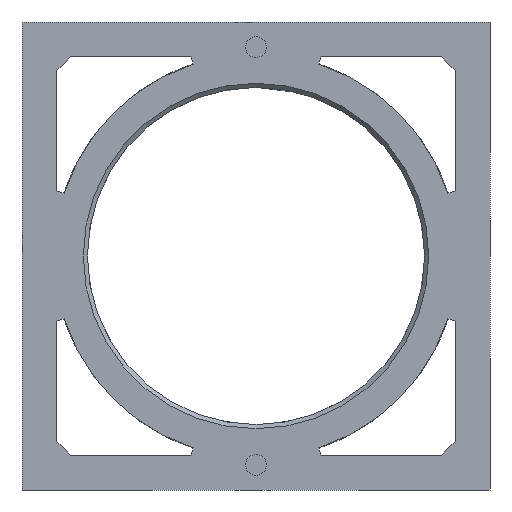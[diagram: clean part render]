
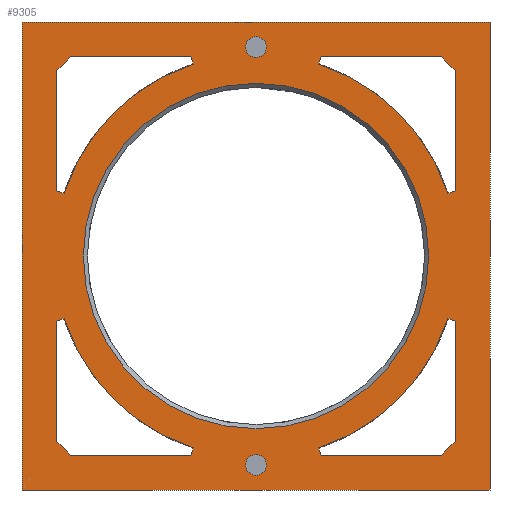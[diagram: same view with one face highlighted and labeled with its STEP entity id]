
A CAD part, left-side view. The second image highlights one B-rep face of the part: STEP entity #9305.
In plain terms, the highlighted planar face has unit normal (-1, 0, 0).
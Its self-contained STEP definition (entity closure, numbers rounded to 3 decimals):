
#60=CARTESIAN_POINT('',(-142.3,-0.75,-15.));
#61=VERTEX_POINT('',#60);
#62=CARTESIAN_POINT('',(-142.3,-0.,-15.));
#63=DIRECTION('',(-1.,0.,0.));
#64=DIRECTION('',(0.,-1.,0.));
#65=AXIS2_PLACEMENT_3D('',#62,#63,#64);
#66=CIRCLE('',#65,0.75);
#67=EDGE_CURVE('',#61,#61,#66,.T.);
#8293=CARTESIAN_POINT('',(-142.3,-16.8,-16.8));
#8294=VERTEX_POINT('',#8293);
#8301=CARTESIAN_POINT('',(-142.3,16.8,-16.8));
#8302=VERTEX_POINT('',#8301);
#8303=CARTESIAN_POINT('',(-142.3,16.8,-16.8));
#8304=DIRECTION('',(0.,-1.,0.));
#8305=VECTOR('',#8304,33.6);
#8306=LINE('',#8303,#8305);
#8307=EDGE_CURVE('',#8302,#8294,#8306,.T.);
#8347=CARTESIAN_POINT('',(-142.3,16.8,16.8));
#8348=VERTEX_POINT('',#8347);
#8374=CARTESIAN_POINT('',(-142.3,16.8,-16.8));
#8375=DIRECTION('',(0.,0.,1.));
#8376=VECTOR('',#8375,33.6);
#8377=LINE('',#8374,#8376);
#8378=EDGE_CURVE('',#8302,#8348,#8377,.T.);
#8388=CARTESIAN_POINT('',(-142.3,-16.8,16.8));
#8389=VERTEX_POINT('',#8388);
#8415=CARTESIAN_POINT('',(-142.3,16.8,16.8));
#8416=DIRECTION('',(0.,-1.,0.));
#8417=VECTOR('',#8416,33.6);
#8418=LINE('',#8415,#8417);
#8419=EDGE_CURVE('',#8348,#8389,#8418,.T.);
#8502=CARTESIAN_POINT('',(-142.3,-16.8,-16.8));
#8503=DIRECTION('',(0.,0.,1.));
#8504=VECTOR('',#8503,33.6);
#8505=LINE('',#8502,#8504);
#8506=EDGE_CURVE('',#8294,#8389,#8505,.T.);
#8559=CARTESIAN_POINT('',(-142.3,4.684,14.3));
#8560=VERTEX_POINT('',#8559);
#8567=CARTESIAN_POINT('',(-142.3,13.3,14.3));
#8568=VERTEX_POINT('',#8567);
#8569=CARTESIAN_POINT('',(-142.3,13.3,14.3));
#8570=DIRECTION('',(0.,-1.,-0.));
#8571=VECTOR('',#8570,8.616);
#8572=LINE('',#8569,#8571);
#8573=EDGE_CURVE('',#8568,#8560,#8572,.T.);
#8593=CARTESIAN_POINT('',(-142.3,14.3,13.3));
#8594=VERTEX_POINT('',#8593);
#8595=CARTESIAN_POINT('',(-142.3,14.3,13.3));
#8596=DIRECTION('',(-0.,-0.707,0.707));
#8597=VECTOR('',#8596,1.414);
#8598=LINE('',#8595,#8597);
#8599=EDGE_CURVE('',#8594,#8568,#8598,.T.);
#8625=CARTESIAN_POINT('',(-142.3,14.3,4.684));
#8626=VERTEX_POINT('',#8625);
#8627=CARTESIAN_POINT('',(-142.3,14.3,4.684));
#8628=DIRECTION('',(0.,-0.,1.));
#8629=VECTOR('',#8628,8.616);
#8630=LINE('',#8627,#8629);
#8631=EDGE_CURVE('',#8626,#8594,#8630,.T.);
#8649=CARTESIAN_POINT('',(-142.3,13.78,4.514));
#8650=VERTEX_POINT('',#8649);
#8651=CARTESIAN_POINT('',(-142.3,13.78,4.514));
#8652=DIRECTION('',(0.,0.95,0.311));
#8653=VECTOR('',#8652,0.548);
#8654=LINE('',#8651,#8653);
#8655=EDGE_CURVE('',#8650,#8626,#8654,.T.);
#8683=CARTESIAN_POINT('',(-142.3,4.514,13.78));
#8684=VERTEX_POINT('',#8683);
#8685=CARTESIAN_POINT('',(-142.3,-0.,0.));
#8686=DIRECTION('',(-1.,0.,0.));
#8687=DIRECTION('',(0.,-1.,0.));
#8688=AXIS2_PLACEMENT_3D('',#8685,#8686,#8687);
#8689=CIRCLE('',#8688,14.5);
#8690=EDGE_CURVE('',#8684,#8650,#8689,.T.);
#8707=CARTESIAN_POINT('',(-142.3,4.514,13.78));
#8708=DIRECTION('',(0.,0.311,0.95));
#8709=VECTOR('',#8708,0.548);
#8710=LINE('',#8707,#8709);
#8711=EDGE_CURVE('',#8684,#8560,#8710,.T.);
#8726=CARTESIAN_POINT('',(-142.3,-4.684,-14.3));
#8727=VERTEX_POINT('',#8726);
#8734=CARTESIAN_POINT('',(-142.3,-13.3,-14.3));
#8735=VERTEX_POINT('',#8734);
#8736=CARTESIAN_POINT('',(-142.3,-13.3,-14.3));
#8737=DIRECTION('',(0.,1.,0.));
#8738=VECTOR('',#8737,8.616);
#8739=LINE('',#8736,#8738);
#8740=EDGE_CURVE('',#8735,#8727,#8739,.T.);
#8760=CARTESIAN_POINT('',(-142.3,-14.3,-13.3));
#8761=VERTEX_POINT('',#8760);
#8762=CARTESIAN_POINT('',(-142.3,-14.3,-13.3));
#8763=DIRECTION('',(-0.,0.707,-0.707));
#8764=VECTOR('',#8763,1.414);
#8765=LINE('',#8762,#8764);
#8766=EDGE_CURVE('',#8761,#8735,#8765,.T.);
#8792=CARTESIAN_POINT('',(-142.3,-14.3,-4.684));
#8793=VERTEX_POINT('',#8792);
#8794=CARTESIAN_POINT('',(-142.3,-14.3,-4.684));
#8795=DIRECTION('',(0.,0.,-1.));
#8796=VECTOR('',#8795,8.616);
#8797=LINE('',#8794,#8796);
#8798=EDGE_CURVE('',#8793,#8761,#8797,.T.);
#8816=CARTESIAN_POINT('',(-142.3,-13.78,-4.514));
#8817=VERTEX_POINT('',#8816);
#8818=CARTESIAN_POINT('',(-142.3,-13.78,-4.514));
#8819=DIRECTION('',(0.,-0.95,-0.311));
#8820=VECTOR('',#8819,0.548);
#8821=LINE('',#8818,#8820);
#8822=EDGE_CURVE('',#8817,#8793,#8821,.T.);
#8850=CARTESIAN_POINT('',(-142.3,-4.514,-13.78));
#8851=VERTEX_POINT('',#8850);
#8852=CARTESIAN_POINT('',(-142.3,-0.,0.));
#8853=DIRECTION('',(-1.,0.,0.));
#8854=DIRECTION('',(0.,-1.,0.));
#8855=AXIS2_PLACEMENT_3D('',#8852,#8853,#8854);
#8856=CIRCLE('',#8855,14.5);
#8857=EDGE_CURVE('',#8851,#8817,#8856,.T.);
#8874=CARTESIAN_POINT('',(-142.3,-4.514,-13.78));
#8875=DIRECTION('',(0.,-0.311,-0.95));
#8876=VECTOR('',#8875,0.548);
#8877=LINE('',#8874,#8876);
#8878=EDGE_CURVE('',#8851,#8727,#8877,.T.);
#8893=CARTESIAN_POINT('',(-142.3,14.3,-4.684));
#8894=VERTEX_POINT('',#8893);
#8901=CARTESIAN_POINT('',(-142.3,14.3,-13.3));
#8902=VERTEX_POINT('',#8901);
#8903=CARTESIAN_POINT('',(-142.3,14.3,-13.3));
#8904=DIRECTION('',(0.,-0.,1.));
#8905=VECTOR('',#8904,8.616);
#8906=LINE('',#8903,#8905);
#8907=EDGE_CURVE('',#8902,#8894,#8906,.T.);
#8927=CARTESIAN_POINT('',(-142.3,13.3,-14.3));
#8928=VERTEX_POINT('',#8927);
#8929=CARTESIAN_POINT('',(-142.3,13.3,-14.3));
#8930=DIRECTION('',(-0.,0.707,0.707));
#8931=VECTOR('',#8930,1.414);
#8932=LINE('',#8929,#8931);
#8933=EDGE_CURVE('',#8928,#8902,#8932,.T.);
#8959=CARTESIAN_POINT('',(-142.3,4.684,-14.3));
#8960=VERTEX_POINT('',#8959);
#8961=CARTESIAN_POINT('',(-142.3,4.684,-14.3));
#8962=DIRECTION('',(0.,1.,0.));
#8963=VECTOR('',#8962,8.616);
#8964=LINE('',#8961,#8963);
#8965=EDGE_CURVE('',#8960,#8928,#8964,.T.);
#8983=CARTESIAN_POINT('',(-142.3,4.514,-13.78));
#8984=VERTEX_POINT('',#8983);
#8985=CARTESIAN_POINT('',(-142.3,4.514,-13.78));
#8986=DIRECTION('',(0.,0.311,-0.95));
#8987=VECTOR('',#8986,0.548);
#8988=LINE('',#8985,#8987);
#8989=EDGE_CURVE('',#8984,#8960,#8988,.T.);
#9017=CARTESIAN_POINT('',(-142.3,13.78,-4.514));
#9018=VERTEX_POINT('',#9017);
#9019=CARTESIAN_POINT('',(-142.3,-0.,0.));
#9020=DIRECTION('',(-1.,0.,0.));
#9021=DIRECTION('',(0.,-1.,0.));
#9022=AXIS2_PLACEMENT_3D('',#9019,#9020,#9021);
#9023=CIRCLE('',#9022,14.5);
#9024=EDGE_CURVE('',#9018,#8984,#9023,.T.);
#9041=CARTESIAN_POINT('',(-142.3,13.78,-4.514));
#9042=DIRECTION('',(0.,0.95,-0.311));
#9043=VECTOR('',#9042,0.548);
#9044=LINE('',#9041,#9043);
#9045=EDGE_CURVE('',#9018,#8894,#9044,.T.);
#9060=CARTESIAN_POINT('',(-142.3,-14.3,4.684));
#9061=VERTEX_POINT('',#9060);
#9068=CARTESIAN_POINT('',(-142.3,-14.3,13.3));
#9069=VERTEX_POINT('',#9068);
#9070=CARTESIAN_POINT('',(-142.3,-14.3,13.3));
#9071=DIRECTION('',(0.,0.,-1.));
#9072=VECTOR('',#9071,8.616);
#9073=LINE('',#9070,#9072);
#9074=EDGE_CURVE('',#9069,#9061,#9073,.T.);
#9094=CARTESIAN_POINT('',(-142.3,-13.3,14.3));
#9095=VERTEX_POINT('',#9094);
#9096=CARTESIAN_POINT('',(-142.3,-13.3,14.3));
#9097=DIRECTION('',(-0.,-0.707,-0.707));
#9098=VECTOR('',#9097,1.414);
#9099=LINE('',#9096,#9098);
#9100=EDGE_CURVE('',#9095,#9069,#9099,.T.);
#9126=CARTESIAN_POINT('',(-142.3,-4.684,14.3));
#9127=VERTEX_POINT('',#9126);
#9128=CARTESIAN_POINT('',(-142.3,-4.684,14.3));
#9129=DIRECTION('',(0.,-1.,-0.));
#9130=VECTOR('',#9129,8.616);
#9131=LINE('',#9128,#9130);
#9132=EDGE_CURVE('',#9127,#9095,#9131,.T.);
#9150=CARTESIAN_POINT('',(-142.3,-4.514,13.78));
#9151=VERTEX_POINT('',#9150);
#9152=CARTESIAN_POINT('',(-142.3,-4.514,13.78));
#9153=DIRECTION('',(0.,-0.311,0.95));
#9154=VECTOR('',#9153,0.548);
#9155=LINE('',#9152,#9154);
#9156=EDGE_CURVE('',#9151,#9127,#9155,.T.);
#9184=CARTESIAN_POINT('',(-142.3,-13.78,4.514));
#9185=VERTEX_POINT('',#9184);
#9186=CARTESIAN_POINT('',(-142.3,-0.,0.));
#9187=DIRECTION('',(-1.,0.,0.));
#9188=DIRECTION('',(0.,-1.,0.));
#9189=AXIS2_PLACEMENT_3D('',#9186,#9187,#9188);
#9190=CIRCLE('',#9189,14.5);
#9191=EDGE_CURVE('',#9185,#9151,#9190,.T.);
#9208=CARTESIAN_POINT('',(-142.3,-13.78,4.514));
#9209=DIRECTION('',(0.,-0.95,0.311));
#9210=VECTOR('',#9209,0.548);
#9211=LINE('',#9208,#9210);
#9212=EDGE_CURVE('',#9185,#9061,#9211,.T.);
#9224=CARTESIAN_POINT('',(-142.3,-12.4,0.));
#9225=VERTEX_POINT('',#9224);
#9232=CARTESIAN_POINT('',(-142.3,0.,0.));
#9233=DIRECTION('',(1.,-0.,-0.));
#9234=DIRECTION('',(0.,-1.,0.));
#9235=AXIS2_PLACEMENT_3D('',#9232,#9233,#9234);
#9236=CIRCLE('',#9235,12.4);
#9237=EDGE_CURVE('',#9225,#9225,#9236,.T.);
#9245=CARTESIAN_POINT('',(-142.3,-0.,0.));
#9246=DIRECTION('',(-1.,0.,0.));
#9247=DIRECTION('',(0.,-0.,-1.));
#9248=AXIS2_PLACEMENT_3D('',#9245,#9246,#9247);
#9249=PLANE('',#9248);
#9250=ORIENTED_EDGE('',*,*,#9237,.T.);
#9251=EDGE_LOOP('',(#9250));
#9252=FACE_BOUND('',#9251,.T.);
#9253=CARTESIAN_POINT('',(-142.3,-0.75,15.));
#9254=VERTEX_POINT('',#9253);
#9255=CARTESIAN_POINT('',(-142.3,-0.,15.));
#9256=DIRECTION('',(-1.,0.,0.));
#9257=DIRECTION('',(0.,-1.,0.));
#9258=AXIS2_PLACEMENT_3D('',#9255,#9256,#9257);
#9259=CIRCLE('',#9258,0.75);
#9260=EDGE_CURVE('',#9254,#9254,#9259,.T.);
#9261=ORIENTED_EDGE('',*,*,#9260,.F.);
#9262=EDGE_LOOP('',(#9261));
#9263=FACE_BOUND('',#9262,.T.);
#9264=ORIENTED_EDGE('',*,*,#67,.F.);
#9265=EDGE_LOOP('',(#9264));
#9266=FACE_BOUND('',#9265,.T.);
#9267=ORIENTED_EDGE('',*,*,#9212,.F.);
#9268=ORIENTED_EDGE('',*,*,#9191,.T.);
#9269=ORIENTED_EDGE('',*,*,#9156,.T.);
#9270=ORIENTED_EDGE('',*,*,#9132,.T.);
#9271=ORIENTED_EDGE('',*,*,#9100,.T.);
#9272=ORIENTED_EDGE('',*,*,#9074,.T.);
#9273=EDGE_LOOP('',(#9267,#9268,#9269,#9270,#9271,#9272));
#9274=FACE_BOUND('',#9273,.T.);
#9275=ORIENTED_EDGE('',*,*,#9045,.F.);
#9276=ORIENTED_EDGE('',*,*,#9024,.T.);
#9277=ORIENTED_EDGE('',*,*,#8989,.T.);
#9278=ORIENTED_EDGE('',*,*,#8965,.T.);
#9279=ORIENTED_EDGE('',*,*,#8933,.T.);
#9280=ORIENTED_EDGE('',*,*,#8907,.T.);
#9281=EDGE_LOOP('',(#9275,#9276,#9277,#9278,#9279,#9280));
#9282=FACE_BOUND('',#9281,.T.);
#9283=ORIENTED_EDGE('',*,*,#8878,.F.);
#9284=ORIENTED_EDGE('',*,*,#8857,.T.);
#9285=ORIENTED_EDGE('',*,*,#8822,.T.);
#9286=ORIENTED_EDGE('',*,*,#8798,.T.);
#9287=ORIENTED_EDGE('',*,*,#8766,.T.);
#9288=ORIENTED_EDGE('',*,*,#8740,.T.);
#9289=EDGE_LOOP('',(#9283,#9284,#9285,#9286,#9287,#9288));
#9290=FACE_BOUND('',#9289,.T.);
#9291=ORIENTED_EDGE('',*,*,#8711,.F.);
#9292=ORIENTED_EDGE('',*,*,#8690,.T.);
#9293=ORIENTED_EDGE('',*,*,#8655,.T.);
#9294=ORIENTED_EDGE('',*,*,#8631,.T.);
#9295=ORIENTED_EDGE('',*,*,#8599,.T.);
#9296=ORIENTED_EDGE('',*,*,#8573,.T.);
#9297=EDGE_LOOP('',(#9291,#9292,#9293,#9294,#9295,#9296));
#9298=FACE_BOUND('',#9297,.T.);
#9299=ORIENTED_EDGE('',*,*,#8506,.T.);
#9300=ORIENTED_EDGE('',*,*,#8419,.F.);
#9301=ORIENTED_EDGE('',*,*,#8378,.F.);
#9302=ORIENTED_EDGE('',*,*,#8307,.T.);
#9303=EDGE_LOOP('',(#9299,#9300,#9301,#9302));
#9304=FACE_BOUND('',#9303,.T.);
#9305=ADVANCED_FACE('',(#9252,#9263,#9266,#9274,#9282,#9290,#9298,#9304),#9249,.T.);
